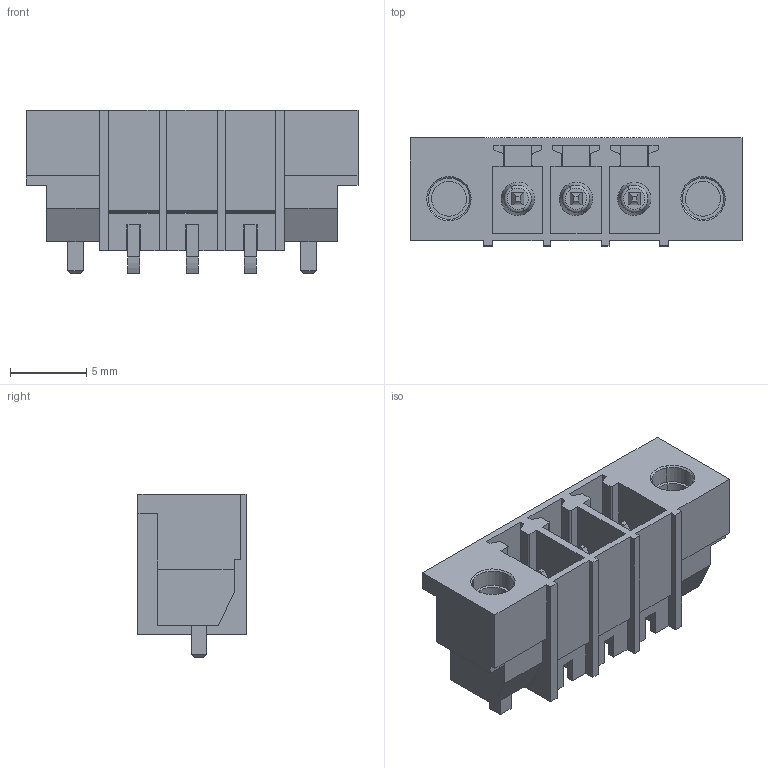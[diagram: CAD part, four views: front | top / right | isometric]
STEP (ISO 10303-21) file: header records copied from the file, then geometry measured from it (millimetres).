
FILE_DESCRIPTION(('CATIA V5 STEP Exchange','CAx-IF Rec.Pracs.--- Model Styling and Organization---1.2---2011-12-15'),'2;1');
FILE_NAME ('D1457742_0_1864080000_1864080000.stp','2018-10-12T11:47:32+00:00',('none'),('Weidmueller'),'CATIA Version 5-6 Release 2014','CATIA V5 STEP AP214','none');
FILE_SCHEMA(('AUTOMOTIVE_DESIGN { 1 0 10303 214 1 1 1 1 }'));
Length unit declared in the file: millimetre
Products named in the file (1): 1864080000
Bounding box: 21.72 x 7.07 x 10.7 mm (x, y, z)
Volume: 695.8 mm3; surface area: 1521 mm2
Topology: 6 solids, 6 shells, 265 faces, 726 edges, 486 vertices
Faces by surface type: plane 213, cylinder 36, cone 10, torus 6
Entity records: 7762 total; most frequent: ORIENTED_EDGE 1452, CARTESIAN_POINT 1416, DIRECTION 1036, EDGE_CURVE 726, VECTOR 622, LINE 622, VERTEX_POINT 486, EDGE_LOOP 284
